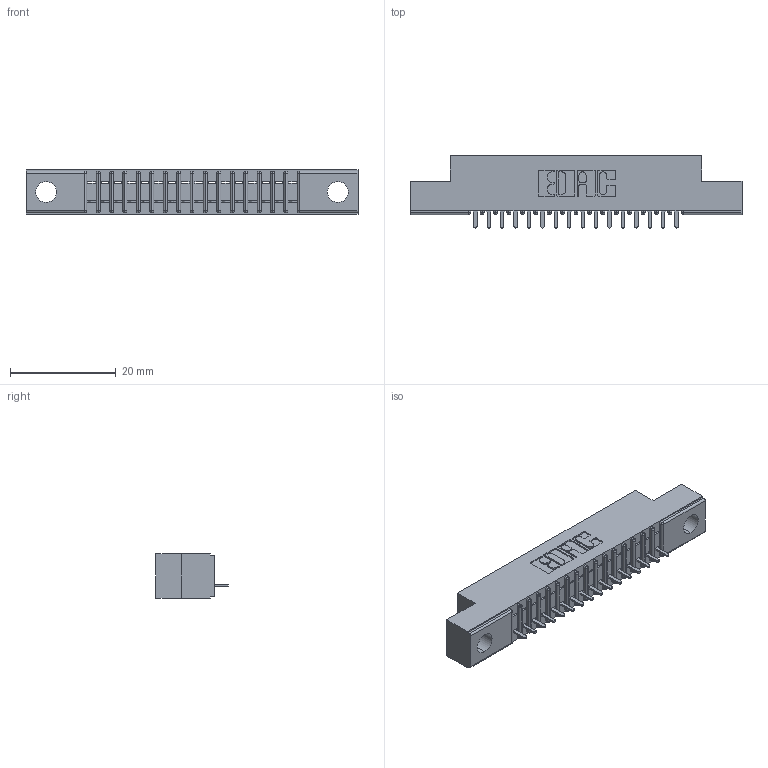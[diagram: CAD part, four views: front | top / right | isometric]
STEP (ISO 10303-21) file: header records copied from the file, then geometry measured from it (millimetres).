
FILE_DESCRIPTION (( 'STEP AP203' ), '1' );
FILE_NAME ('341-016-524-104.STEP', '2018-08-06T15:45:47', ( '' ), ( '' ), 'SwSTEP 2.0', 'SolidWorks 2016', '' );
FILE_SCHEMA (( 'CONFIG_CONTROL_DESIGN' ));
Length unit declared in the file: inch
Products named in the file (3): 341 Part_.156 (3.96) Dia Mounting Holes; 341-292-001_341-292-124; 341-016-524-104
Assembly tree (17 placements, depth 2):
  341-016-524-104
    341 Part_.156 (3.96) Dia Mounting Holes
    341-292-001_341-292-124  x16
Bounding box: 62.87 x 13.64 x 8.38 mm (x, y, z)
Volume: 3373.4 mm3; surface area: 5783.7 mm2
Topology: 17 solids, 17 shells, 1442 faces, 4144 edges, 2662 vertices
Faces by surface type: plane 898, cylinder 480, sphere 34, torus 30
Entity records: 22733 total; most frequent: CARTESIAN_POINT 3854, ORIENTED_EDGE 3840, DIRECTION 3734, EDGE_CURVE 1920, VECTOR 1530, LINE 1530, VERTEX_POINT 1222, AXIS2_PLACEMENT_3D 1102
